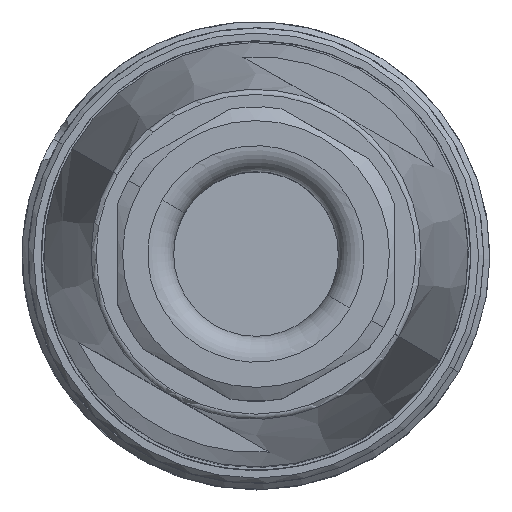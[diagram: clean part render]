
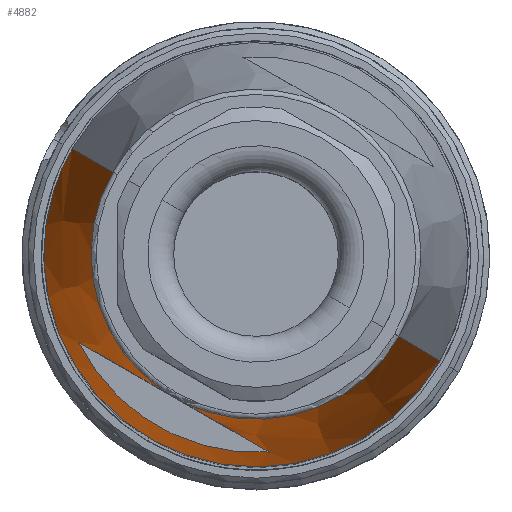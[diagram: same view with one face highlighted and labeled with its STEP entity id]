
A CAD part, top view. The second image highlights one B-rep face of the part: STEP entity #4882.
In plain terms, the highlighted conical face has half-angle 10 degrees and reference radius 12.25 mm.
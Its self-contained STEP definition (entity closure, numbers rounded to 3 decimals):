
#4778=AXIS2_PLACEMENT_3D('Cone Axis2P3D',#4775,#4776,#4777) ;
#4789=AXIS2_PLACEMENT_3D('Circle Axis2P3D',#4787,#4788,$) ;
#4824=AXIS2_PLACEMENT_3D('Circle Axis2P3D',#4822,#4823,$) ;
#4859=AXIS2_PLACEMENT_3D('Circle Axis2P3D',#4857,#4858,$) ;
#4712=CARTESIAN_POINT('Vertex',(2.884,19.612,56.4)) ;
#4719=CARTESIAN_POINT('Vertex',(24.116,7.388,56.4)) ;
#4723=CARTESIAN_POINT('Control Point',(24.116,7.388,56.4)) ;
#4724=CARTESIAN_POINT('Control Point',(23.156,5.72,56.4)) ;
#4725=CARTESIAN_POINT('Control Point',(21.868,4.241,56.4)) ;
#4726=CARTESIAN_POINT('Control Point',(20.303,3.037,56.4)) ;
#4727=CARTESIAN_POINT('Control Point',(16.783,1.306,56.4)) ;
#4728=CARTESIAN_POINT('Control Point',(12.87,1.036,56.4)) ;
#4729=CARTESIAN_POINT('Control Point',(10.911,1.291,56.4)) ;
#4730=CARTESIAN_POINT('Control Point',(7.199,2.556,56.4)) ;
#4731=CARTESIAN_POINT('Control Point',(4.241,5.132,56.4)) ;
#4732=CARTESIAN_POINT('Control Point',(3.037,6.697,56.4)) ;
#4733=CARTESIAN_POINT('Control Point',(1.306,10.217,56.4)) ;
#4734=CARTESIAN_POINT('Control Point',(1.036,14.13,56.4)) ;
#4735=CARTESIAN_POINT('Control Point',(1.291,16.089,56.4)) ;
#4736=CARTESIAN_POINT('Control Point',(1.924,17.945,56.4)) ;
#4737=CARTESIAN_POINT('Control Point',(2.884,19.612,56.4)) ;
#4775=CARTESIAN_POINT('Axis2P3D Location',(13.5,13.5,56.4)) ;
#4780=CARTESIAN_POINT('Line Origine',(75262.513,-43311.689,-492312.74)) ;
#4784=CARTESIAN_POINT('Vertex',(21.755,8.747,71.852)) ;
#4787=CARTESIAN_POINT('Axis2P3D Location',(13.5,13.5,71.852)) ;
#4791=CARTESIAN_POINT('Vertex',(9.362,4.92,71.852)) ;
#4795=CARTESIAN_POINT('Control Point',(12.432,3.153,66.881)) ;
#4796=CARTESIAN_POINT('Control Point',(12.187,3.294,67.533)) ;
#4797=CARTESIAN_POINT('Control Point',(11.946,3.434,68.136)) ;
#4798=CARTESIAN_POINT('Control Point',(11.708,3.571,68.679)) ;
#4799=CARTESIAN_POINT('Control Point',(11.334,3.784,69.452)) ;
#4800=CARTESIAN_POINT('Control Point',(10.969,3.995,70.101)) ;
#4801=CARTESIAN_POINT('Control Point',(10.837,4.072,70.32)) ;
#4802=CARTESIAN_POINT('Control Point',(10.582,4.218,70.707)) ;
#4803=CARTESIAN_POINT('Control Point',(10.33,4.363,71.032)) ;
#4804=CARTESIAN_POINT('Control Point',(10.214,4.43,71.172)) ;
#4805=CARTESIAN_POINT('Control Point',(9.972,4.57,71.433)) ;
#4806=CARTESIAN_POINT('Control Point',(9.731,4.708,71.633)) ;
#4807=CARTESIAN_POINT('Control Point',(9.608,4.779,71.721)) ;
#4808=CARTESIAN_POINT('Control Point',(9.485,4.85,71.793)) ;
#4809=CARTESIAN_POINT('Control Point',(9.362,4.92,71.852)) ;
#4810=CARTESIAN_POINT('Vertex',(12.432,3.153,66.881)) ;
#4814=CARTESIAN_POINT('Control Point',(14.254,2.104,61.1)) ;
#4815=CARTESIAN_POINT('Control Point',(13.778,2.378,62.831)) ;
#4816=CARTESIAN_POINT('Control Point',(13.317,2.647,64.391)) ;
#4817=CARTESIAN_POINT('Control Point',(12.867,2.902,65.719)) ;
#4818=CARTESIAN_POINT('Control Point',(12.432,3.153,66.881)) ;
#4819=CARTESIAN_POINT('Vertex',(14.254,2.104,61.1)) ;
#4822=CARTESIAN_POINT('Axis2P3D Location',(13.5,13.5,61.1)) ;
#4826=CARTESIAN_POINT('Vertex',(3.265,8.431,61.1)) ;
#4830=CARTESIAN_POINT('Control Point',(5.092,7.379,66.891)) ;
#4831=CARTESIAN_POINT('Control Point',(4.656,7.63,65.729)) ;
#4832=CARTESIAN_POINT('Control Point',(4.209,7.891,64.398)) ;
#4833=CARTESIAN_POINT('Control Point',(3.743,8.155,62.836)) ;
#4834=CARTESIAN_POINT('Control Point',(3.265,8.431,61.1)) ;
#4835=CARTESIAN_POINT('Vertex',(5.092,7.379,66.891)) ;
#4839=CARTESIAN_POINT('Control Point',(7.093,6.227,70.903)) ;
#4840=CARTESIAN_POINT('Control Point',(6.707,6.449,70.402)) ;
#4841=CARTESIAN_POINT('Control Point',(6.326,6.667,69.767)) ;
#4842=CARTESIAN_POINT('Control Point',(5.925,6.901,68.984)) ;
#4843=CARTESIAN_POINT('Control Point',(5.513,7.136,68.013)) ;
#4844=CARTESIAN_POINT('Control Point',(5.092,7.379,66.891)) ;
#4845=CARTESIAN_POINT('Vertex',(7.093,6.227,70.903)) ;
#4849=CARTESIAN_POINT('Control Point',(8.158,5.614,71.852)) ;
#4850=CARTESIAN_POINT('Control Point',(7.895,5.765,71.727)) ;
#4851=CARTESIAN_POINT('Control Point',(7.63,5.919,71.533)) ;
#4852=CARTESIAN_POINT('Control Point',(7.363,6.072,71.253)) ;
#4853=CARTESIAN_POINT('Control Point',(7.093,6.227,70.903)) ;
#4854=CARTESIAN_POINT('Vertex',(8.158,5.614,71.852)) ;
#4857=CARTESIAN_POINT('Axis2P3D Location',(13.5,13.5,71.852)) ;
#4861=CARTESIAN_POINT('Vertex',(5.245,18.253,71.852)) ;
#4864=CARTESIAN_POINT('Line Origine',(-75235.513,43338.689,-492312.74)) ;
#4776=DIRECTION('Axis2P3D Direction',(0.,0.,-1.)) ;
#4777=DIRECTION('Axis2P3D XDirection',(0.867,-0.499,0.)) ;
#4781=DIRECTION('Vector Direction',(0.15,-0.087,-0.985)) ;
#4788=DIRECTION('Axis2P3D Direction',(0.,0.,-1.)) ;
#4823=DIRECTION('Axis2P3D Direction',(0.,0.,-1.)) ;
#4858=DIRECTION('Axis2P3D Direction',(0.,0.,-1.)) ;
#4865=DIRECTION('Vector Direction',(-0.15,0.087,-0.985)) ;
#4782=VECTOR('Line Direction',#4781,1.) ;
#4866=VECTOR('Line Direction',#4865,1.) ;
#4870=ORIENTED_EDGE('',*,*,#4786,.F.) ;
#4871=ORIENTED_EDGE('',*,*,#4793,.T.) ;
#4872=ORIENTED_EDGE('',*,*,#4812,.F.) ;
#4873=ORIENTED_EDGE('',*,*,#4821,.F.) ;
#4874=ORIENTED_EDGE('',*,*,#4828,.F.) ;
#4875=ORIENTED_EDGE('',*,*,#4837,.F.) ;
#4876=ORIENTED_EDGE('',*,*,#4847,.F.) ;
#4877=ORIENTED_EDGE('',*,*,#4856,.F.) ;
#4878=ORIENTED_EDGE('',*,*,#4863,.T.) ;
#4879=ORIENTED_EDGE('',*,*,#4868,.F.) ;
#4880=ORIENTED_EDGE('',*,*,#4738,.F.) ;
#4882=ADVANCED_FACE('Hauptk\X2\00F6\X0\rper',(#4881),#4779,.T.) ;
#4722=B_SPLINE_CURVE_WITH_KNOTS('',5,(#4723,#4724,#4725,#4726,#4727,#4728,#4729,#4730,#4731,#4732,#4733,#4734,#4735,#4736,#4737),.UNSPECIFIED.,.F.,.U.,(6,3,3,3,6),(-19.242,-9.621,0.,9.621,19.242),.UNSPECIFIED.) ;
#4794=B_SPLINE_CURVE_WITH_KNOTS('',5,(#4795,#4796,#4797,#4798,#4799,#4800,#4801,#4802,#4803,#4804,#4805,#4806,#4807,#4808,#4809),.UNSPECIFIED.,.F.,.U.,(6,3,3,3,6),(0.,13.324,21.197,28.265,35.718),.UNSPECIFIED.) ;
#4813=B_SPLINE_CURVE_WITH_KNOTS('',4,(#4814,#4815,#4816,#4817,#4818),.UNSPECIFIED.,.F.,.U.,(5,5),(0.,18.967),.UNSPECIFIED.) ;
#4829=B_SPLINE_CURVE_WITH_KNOTS('',4,(#4830,#4831,#4832,#4833,#4834),.UNSPECIFIED.,.F.,.U.,(5,5),(0.,19.005),.UNSPECIFIED.) ;
#4838=B_SPLINE_CURVE_WITH_KNOTS('',5,(#4839,#4840,#4841,#4842,#4843,#4844),.UNSPECIFIED.,.F.,.U.,(6,6),(0.,22.926),.UNSPECIFIED.) ;
#4848=B_SPLINE_CURVE_WITH_KNOTS('',4,(#4849,#4850,#4851,#4852,#4853),.UNSPECIFIED.,.F.,.U.,(5,5),(0.,12.782),.UNSPECIFIED.) ;
#4790=CIRCLE('generated circle',#4789,9.525) ;
#4825=CIRCLE('generated circle',#4824,11.421) ;
#4860=CIRCLE('generated circle',#4859,9.525) ;
#4779=CONICAL_SURFACE('Cone',#4778,12.25,0.175) ;
#4738=EDGE_CURVE('',#4720,#4713,#4722,.T.) ;
#4786=EDGE_CURVE('',#4785,#4720,#4783,.T.) ;
#4793=EDGE_CURVE('',#4785,#4792,#4790,.T.) ;
#4812=EDGE_CURVE('',#4811,#4792,#4794,.T.) ;
#4821=EDGE_CURVE('',#4820,#4811,#4813,.T.) ;
#4828=EDGE_CURVE('',#4827,#4820,#4825,.F.) ;
#4837=EDGE_CURVE('',#4836,#4827,#4829,.T.) ;
#4847=EDGE_CURVE('',#4846,#4836,#4838,.T.) ;
#4856=EDGE_CURVE('',#4855,#4846,#4848,.T.) ;
#4863=EDGE_CURVE('',#4855,#4862,#4860,.T.) ;
#4868=EDGE_CURVE('',#4713,#4862,#4867,.F.) ;
#4869=EDGE_LOOP('',(#4870,#4871,#4872,#4873,#4874,#4875,#4876,#4877,#4878,#4879,#4880)) ;
#4881=FACE_OUTER_BOUND('',#4869,.T.) ;
#4783=LINE('Line',#4780,#4782) ;
#4867=LINE('Line',#4864,#4866) ;
#4713=VERTEX_POINT('',#4712) ;
#4720=VERTEX_POINT('',#4719) ;
#4785=VERTEX_POINT('',#4784) ;
#4792=VERTEX_POINT('',#4791) ;
#4811=VERTEX_POINT('',#4810) ;
#4820=VERTEX_POINT('',#4819) ;
#4827=VERTEX_POINT('',#4826) ;
#4836=VERTEX_POINT('',#4835) ;
#4846=VERTEX_POINT('',#4845) ;
#4855=VERTEX_POINT('',#4854) ;
#4862=VERTEX_POINT('',#4861) ;
